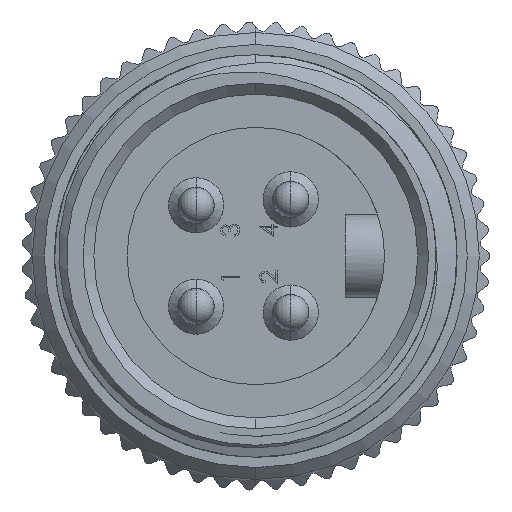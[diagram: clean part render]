
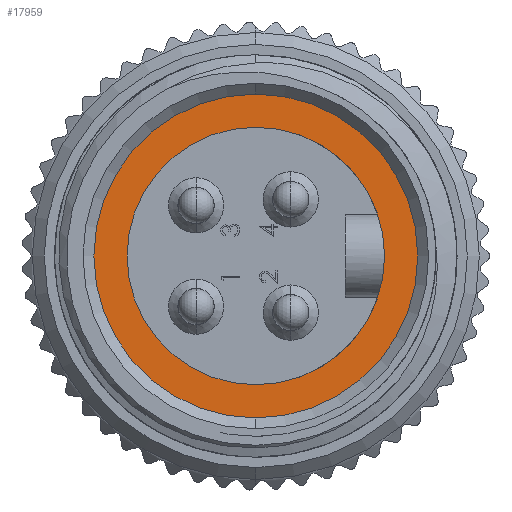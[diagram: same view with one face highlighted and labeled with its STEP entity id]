
A CAD part, left-side view. The second image highlights one B-rep face of the part: STEP entity #17959.
In plain terms, the highlighted planar face has unit normal (-1, 0, 0).
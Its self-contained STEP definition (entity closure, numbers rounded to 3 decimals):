
#1359 = EDGE_CURVE ( 'NONE', #10623, #16808, #22906, .T. ) ;
#1466 = CARTESIAN_POINT ( 'NONE',  ( -32.195, 0., 0. ) ) ;
#1621 = ORIENTED_EDGE ( 'NONE', *, *, #1845, .T. ) ;
#1845 = EDGE_CURVE ( 'NONE', #18966, #15851, #8180, .T. ) ;
#2269 = AXIS2_PLACEMENT_3D ( 'NONE', #4061, #16727, #5932 ) ;
#2877 = CARTESIAN_POINT ( 'NONE',  ( -32.195, 0., 0. ) ) ;
#2917 = AXIS2_PLACEMENT_3D ( 'NONE', #2877, #15595, #4758 ) ;
#3291 = CARTESIAN_POINT ( 'NONE',  ( -32.195, 0., 0. ) ) ;
#3359 = DIRECTION ( 'NONE',  ( 0., 0., 1. ) ) ;
#3675 = CIRCLE ( 'NONE', #2269, 8.94 ) ;
#4061 = CARTESIAN_POINT ( 'NONE',  ( -32.195, 0., 0. ) ) ;
#4758 = DIRECTION ( 'NONE',  ( 0., 0., 1. ) ) ;
#5170 = DIRECTION ( 'NONE',  ( 0., 0., 1. ) ) ;
#5573 = CARTESIAN_POINT ( 'NONE',  ( -32.195, 0., 8.94 ) ) ;
#5932 = DIRECTION ( 'NONE',  ( 0., 0., 1. ) ) ;
#6679 = PLANE ( 'NONE',  #8384 ) ;
#7381 = ORIENTED_EDGE ( 'NONE', *, *, #1359, .F. ) ;
#8180 = CIRCLE ( 'NONE', #2917, 8.94 ) ;
#8384 = AXIS2_PLACEMENT_3D ( 'NONE', #13753, #19249, #8491 ) ;
#8491 = DIRECTION ( 'NONE',  ( 0., 0., 1. ) ) ;
#9748 = AXIS2_PLACEMENT_3D ( 'NONE', #1466, #14243, #3359 ) ;
#10522 = EDGE_LOOP ( 'NONE', ( #10749, #1621 ) ) ;
#10623 = VERTEX_POINT ( 'NONE', #19003 ) ;
#10748 = CARTESIAN_POINT ( 'NONE',  ( -32.195, 0., 7.11 ) ) ;
#10749 = ORIENTED_EDGE ( 'NONE', *, *, #16464, .T. ) ;
#12360 = EDGE_CURVE ( 'NONE', #16808, #10623, #20730, .T. ) ;
#13753 = CARTESIAN_POINT ( 'NONE',  ( -32.195, 0., 0. ) ) ;
#14243 = DIRECTION ( 'NONE',  ( -1., 0., 0. ) ) ;
#14282 = FACE_BOUND ( 'NONE', #20455, .T. ) ;
#15185 = CARTESIAN_POINT ( 'NONE',  ( -32.195, 0., -8.94 ) ) ;
#15595 = DIRECTION ( 'NONE',  ( -1., 0., 0. ) ) ;
#15851 = VERTEX_POINT ( 'NONE', #5573 ) ;
#15976 = FACE_OUTER_BOUND ( 'NONE', #10522, .T. ) ;
#15982 = DIRECTION ( 'NONE',  ( -1., 0., 0. ) ) ;
#16389 = ORIENTED_EDGE ( 'NONE', *, *, #12360, .F. ) ;
#16464 = EDGE_CURVE ( 'NONE', #15851, #18966, #3675, .T. ) ;
#16727 = DIRECTION ( 'NONE',  ( -1., 0., 0. ) ) ;
#16808 = VERTEX_POINT ( 'NONE', #10748 ) ;
#17959 = ADVANCED_FACE ( 'NONE', ( #14282, #15976 ), #6679, .T. ) ;
#18966 = VERTEX_POINT ( 'NONE', #15185 ) ;
#19003 = CARTESIAN_POINT ( 'NONE',  ( -32.195, 0., -7.11 ) ) ;
#19249 = DIRECTION ( 'NONE',  ( -1., 0., 0. ) ) ;
#20455 = EDGE_LOOP ( 'NONE', ( #16389, #7381 ) ) ;
#20730 = CIRCLE ( 'NONE', #9748, 7.11 ) ;
#21975 = AXIS2_PLACEMENT_3D ( 'NONE', #3291, #15982, #5170 ) ;
#22906 = CIRCLE ( 'NONE', #21975, 7.11 ) ;
